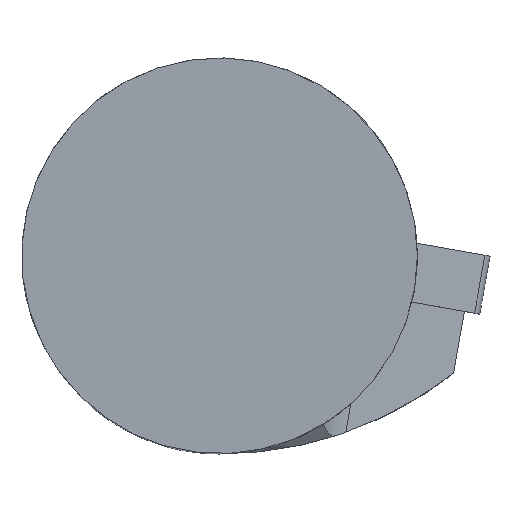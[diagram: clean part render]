
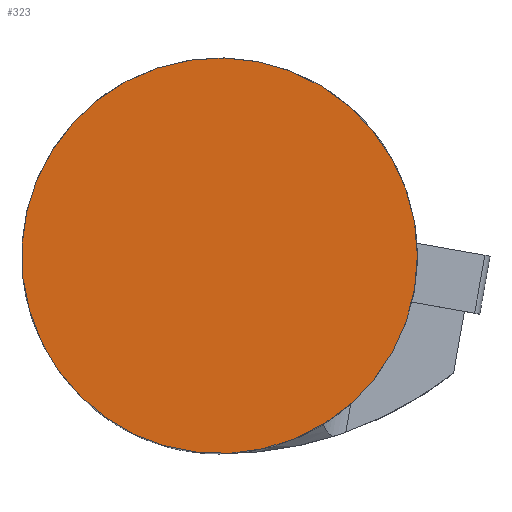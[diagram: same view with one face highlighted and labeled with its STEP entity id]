
A CAD part, top view. The second image highlights one B-rep face of the part: STEP entity #323.
In plain terms, the highlighted planar face has unit normal (0, 0, 1).
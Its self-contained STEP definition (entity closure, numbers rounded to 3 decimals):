
#160=FACE_OUTER_BOUND('',#674,.T.);
#323=ADVANCED_FACE('',(#160),#384,.T.);
#384=PLANE('',#1736);
#674=EDGE_LOOP('',(#956));
#956=ORIENTED_EDGE('',*,*,#1345,.F.);
#1199=VERTEX_POINT('',#2326);
#1345=EDGE_CURVE('',#1199,#1199,#1539,.T.);
#1539=CIRCLE('',#1660,16.);
#1660=AXIS2_PLACEMENT_3D('',#2325,#1851,#1852);
#1736=AXIS2_PLACEMENT_3D('',#2578,#2040,#2041);
#1851=DIRECTION('',(0.,0.,-1.));
#1852=DIRECTION('',(1.,0.,0.));
#2040=DIRECTION('',(0.,0.,1.));
#2041=DIRECTION('',(1.,0.,0.));
#2325=CARTESIAN_POINT('',(0.,0.,0.));
#2326=CARTESIAN_POINT('',(16.,0.,0.));
#2578=CARTESIAN_POINT('',(0.,0.,0.));
